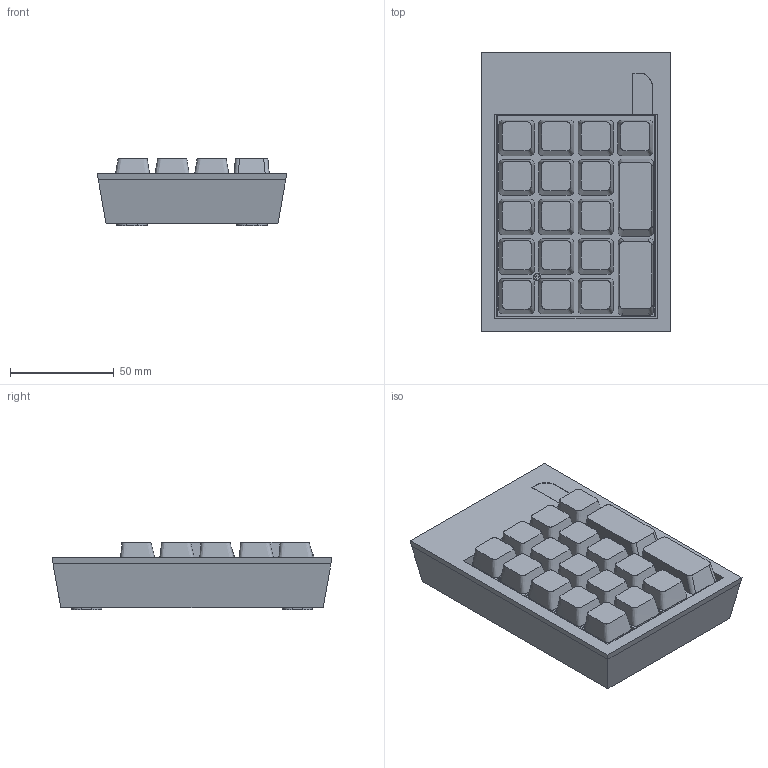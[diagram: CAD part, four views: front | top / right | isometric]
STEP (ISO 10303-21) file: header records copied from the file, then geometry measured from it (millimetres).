
FILE_DESCRIPTION(/* description */ (''),/* implementation_level */ '2;1');
FILE_NAME(/* name */ 'fx19-cad.step',/* time_stamp */ '2024-07-11T16:16:31-06:00',/* author */ (''),/* organization */ (''),/* preprocessor_version */ 'ST-DEVELOPER v20',/* originating_system */ 'Autodesk Translation Framework v13.14.0.145',/* authorisation */ '');
FILE_SCHEMA (('AUTOMOTIVE_DESIGN { 1 0 10303 214 3 1 1 }'));
Products named in the file (42): fx19-enclosure; REDragon-MX-ZT02; numpad_project; Crystal_SMD_SeikoEpson_FA238-4Pin_3.2x2.5mm_HandSoldering (1); Crystal_SMD_SeikoEpson_FA238-4Pin_3.2x2.5mm_HandSoldering; TQFP-44_10x10mm_P0.8mm; TQFP_44_10x10mm_P08mm; SW_SPST_TL3342 (1); SW_SPST_TL3342; C_0805_2012Metric (1); C_0805_2012Metric; R_0805_2012Metric (1); R_0805_2012Metric; numpad_project_PCB; HRO_TYPE-C-31-M-12; HRO_TYPE-C-31-M-12_1; ConPins; PcbPins; Mold; Frame; Broached Hexagon Socket Head Cap Screw ANSI B18.3.1M - M3x0.5 x 6 Ste
el Grade 2 Plain v1; REDragon-MX-ZT02_1; REDragon-MX-ZT02_2; REDragon-MX-ZT02_3; REDragon-MX-ZT02_4; REDragon-MX-ZT02_5; REDragon-MX-ZT02_6; REDragon-MX-ZT02_7; REDragon-MX-ZT02_8; REDragon-MX-ZT02_9; REDragon-MX-ZT02_10; REDragon-MX-ZT02_11; REDragon-MX-ZT02_12; REDragon-MX-ZT02_13; REDragon-MX-ZT02_14; REDragon-MX-ZT02_15; REDragon-MX-ZT02_16; REDragon-MX-ZT02_17; Body; Button ...
Assembly tree (128 placements, depth 4):
  fx19-enclosure
    REDragon-MX-ZT02
      Body
      Button
      Pins
    numpad_project
      R_0805_2012Metric (1)  x6
        R_0805_2012Metric
      C_0805_2012Metric (1)  x14
        C_0805_2012Metric
      Crystal_SMD_SeikoEpson_FA238-4Pin_3.2x2.5mm_HandSoldering (1)
        Crystal_SMD_SeikoEpson_FA238-4Pin_3.2x2.5mm_HandSoldering
      TQFP-44_10x10mm_P0.8mm
        TQFP_44_10x10mm_P08mm
      SW_SPST_TL3342 (1)
        SW_SPST_TL3342
      numpad_project_PCB
    HRO_TYPE-C-31-M-12
      HRO_TYPE-C-31-M-12_1
        ConPins
        PcbPins
        Mold
        Frame
    Broached Hexagon Socket Head Cap Screw ANSI B18.3.1M - M3x0.5 x 6 Ste
el Grade 2 Plain v1  x4
    REDragon-MX-ZT02_1
      Body
      Button
      Pins
    REDragon-MX-ZT02_2
      Body
      Button
      Pins
    REDragon-MX-ZT02_3
      Body
      Button
      Pins
    REDragon-MX-ZT02_4
      Body
      Button
      Pins
    REDragon-MX-ZT02_5
      Body
      Button
      Pins
    REDragon-MX-ZT02_6
      Body
      Button
      Pins
    REDragon-MX-ZT02_7
      Body
      Button
      Pins
    REDragon-MX-ZT02_8
      Body
      Button
      Pins
    REDragon-MX-ZT02_9
      Body
      Button
      Pins
Bounding box: 91.25 x 134.81 x 32.4 mm (x, y, z)
Volume: 157521.7 mm3; surface area: 145725.6 mm2
Topology: 130 solids, 131 shells, 6536 faces, 17273 edges, 11205 vertices
Faces by surface type: plane 5267, cylinder 1094, bspline 84, sphere 32, torus 31, cone 28
Full cylindrical faces by diameter (mm): 0.5 x3, 0.65 x2, 0.7 x36, 1 x36, 1.702 x36, 2 x1, 2.7 x4, 2.927 x4, 3.2 x6, 3.8 x18, 3.988 x18, 5.5 x4, 5.6 x22, 6 x4
Entity records: 84556 total; most frequent: CARTESIAN_POINT 16262, ORIENTED_EDGE 13704, DIRECTION 13588, EDGE_CURVE 6852, LINE 5244, VECTOR 5244, VERTEX_POINT 4393, AXIS2_PLACEMENT_3D 4172
